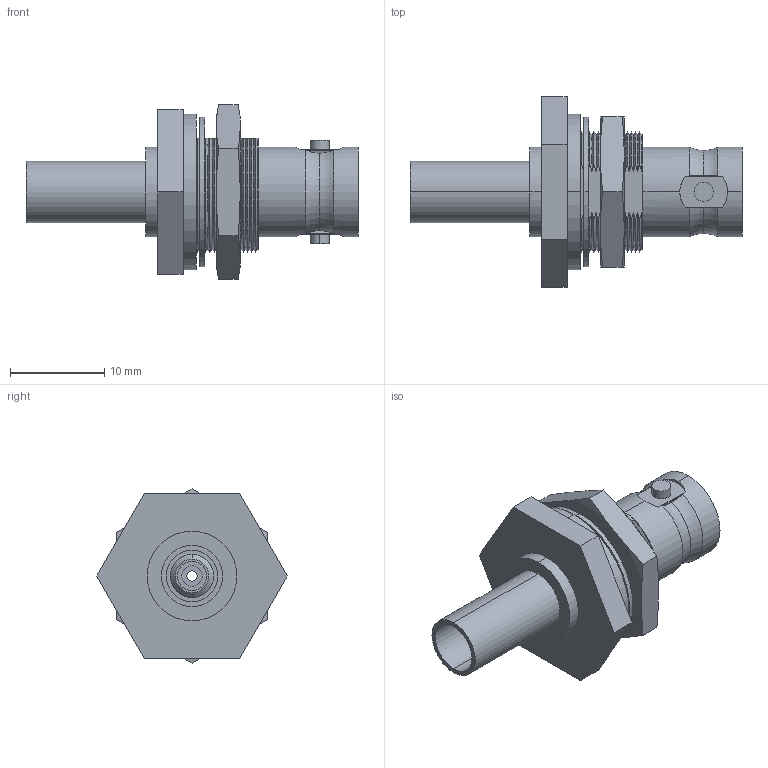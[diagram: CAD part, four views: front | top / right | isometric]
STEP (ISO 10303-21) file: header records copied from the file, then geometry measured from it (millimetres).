
FILE_DESCRIPTION (( 'STEP AP214' ), '1' );
FILE_NAME ('BAC522.STEP', '2013-08-09T18:23:36', ( 'x' ), ( '' ), 'SwSTEP 2.0', 'SolidWorks 2012', '' );
FILE_SCHEMA (( 'AUTOMOTIVE_DESIGN' ));
Length unit declared in the file: inch
Products named in the file (6): BAC522; BAC522-MA2; BAC522-MA4; BAC522-MA1; BAC522-MA3
Assembly tree (5 placements, depth 2):
  BAC522
    BAC522
    BAC522-MA1
    BAC522-MA2
    BAC522-MA3
    BAC522-MA4
Bounding box: 35.24 x 20.21 x 18.48 mm (x, y, z)
Volume: 2657.4 mm3; surface area: 3673.5 mm2
Topology: 5 solids, 5 shells, 398 faces, 998 edges, 653 vertices
Faces by surface type: plane 224, cone 91, cylinder 67, bspline 12, torus 4
Entity records: 13382 total; most frequent: CARTESIAN_POINT 2831, ORIENTED_EDGE 1996, DIRECTION 1975, EDGE_CURVE 998, AXIS2_PLACEMENT_3D 715, VERTEX_POINT 653, LINE 545, VECTOR 545
